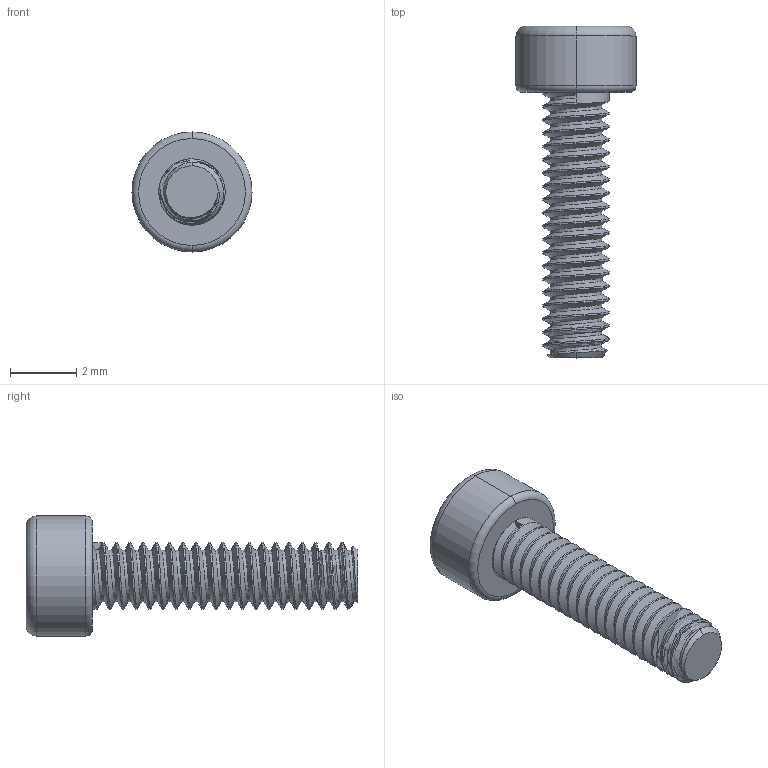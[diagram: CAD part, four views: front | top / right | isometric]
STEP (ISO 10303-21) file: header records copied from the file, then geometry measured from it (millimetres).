
FILE_DESCRIPTION (( 'STEP AP203' ), '1' );
FILE_NAME ('M2x0.8_Thread.STEP', '2020-03-23T19:23:45', ( '' ), ( '' ), 'SwSTEP 2.0', 'SolidWorks 2019', '' );
FILE_SCHEMA (( 'CONFIG_CONTROL_DESIGN' ));
Length unit declared in the file: millimetre
Products named in the file (1): M2x0.8_Thread
Bounding box: 3.62 x 10 x 3.62 mm (x, y, z)
Volume: 37.7 mm3; surface area: 116.4 mm2
Topology: 1 solids, 1 shells, 96 faces, 249 edges, 151 vertices
Faces by surface type: cylinder 60, plane 18, sphere 6, torus 4, cone 4, bspline 4
Entity records: 5669 total; most frequent: CARTESIAN_POINT 3597, ORIENTED_EDGE 486, DIRECTION 358, EDGE_CURVE 243, VERTEX_POINT 151, AXIS2_PLACEMENT_3D 131, EDGE_LOOP 98, LINE 96
